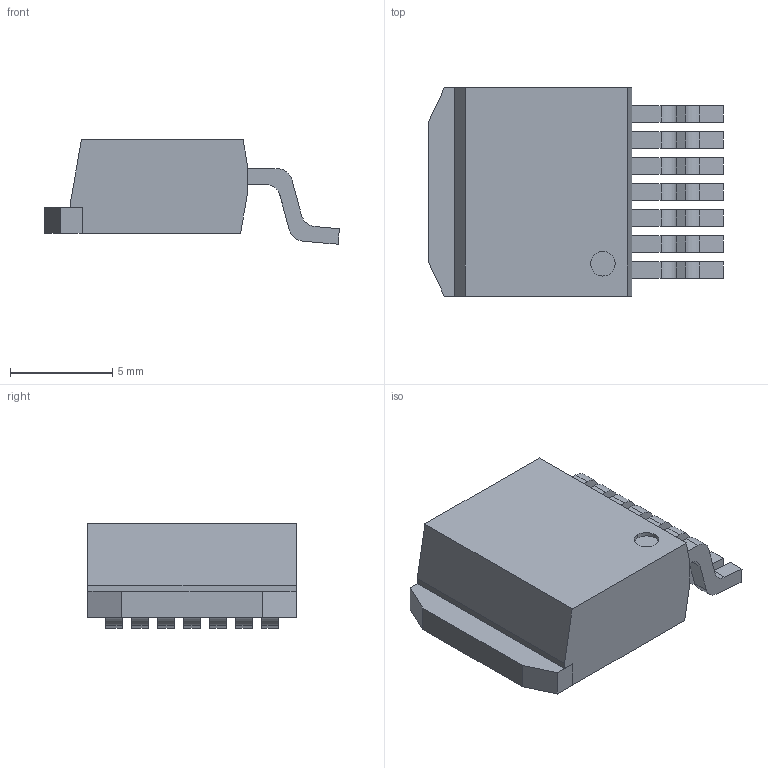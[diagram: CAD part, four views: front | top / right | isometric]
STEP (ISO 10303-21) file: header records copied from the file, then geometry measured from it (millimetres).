
FILE_DESCRIPTION (( 'STEP AP214' ), '1' );
FILE_NAME ('TO-263-7_8PIN-L10.2-W10.4-H4.6-P1.27-LS14.4-B.step', '2022-08-01T13:08:38', ( '' ), ( '' ), 'SwSTEP 2.0', 'SolidWorks 2020', '' );
FILE_SCHEMA (( 'AUTOMOTIVE_DESIGN' ));
Length unit declared in the file: millimetre
Products named in the file (1): TO-263-7_8PIN-L10.2-W10.4-H4.6-P1.27-LS14.4-B
Bounding box: 14.38 x 10.16 x 5.1 mm (x, y, z)
Volume: 430.5 mm3; surface area: 615.7 mm2
Topology: 2 solids, 2 shells, 339 faces, 924 edges, 616 vertices
Faces by surface type: plane 217, bspline 98, cylinder 24
Entity records: 14844 total; most frequent: CARTESIAN_POINT 3186, ORIENTED_EDGE 1848, DIRECTION 1256, EDGE_CURVE 924, VECTOR 676, LINE 676, VERTEX_POINT 616, EDGE_LOOP 366
